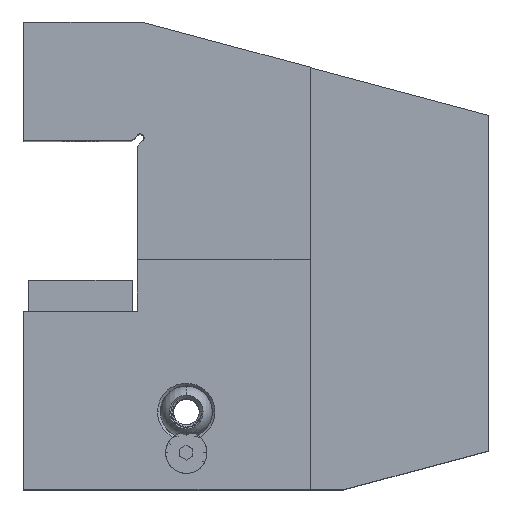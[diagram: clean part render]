
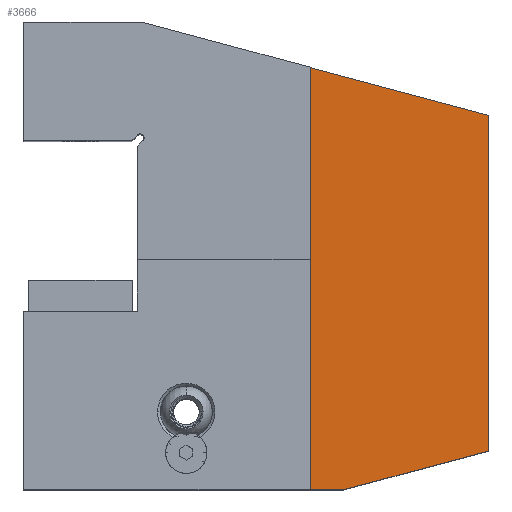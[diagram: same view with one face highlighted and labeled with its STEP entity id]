
A CAD part, top view. The second image highlights one B-rep face of the part: STEP entity #3666.
In plain terms, the highlighted planar face has unit normal (0, 0, 1).
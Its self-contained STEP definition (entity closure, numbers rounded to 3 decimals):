
#3666 = ADVANCED_FACE ( 'NONE', ( #47233 ), #49722, .T. ) ;
#3734 = EDGE_CURVE ( 'NONE', #59007, #58987, #47369, .T. ) ;
#3780 = EDGE_CURVE ( 'NONE', #59010, #58995, #46585, .T. ) ;
#3799 = EDGE_CURVE ( 'NONE', #58987, #59010, #46618, .T. ) ;
#3809 = EDGE_CURVE ( 'NONE', #58995, #58962, #46635, .T. ) ;
#3886 = EDGE_CURVE ( 'NONE', #58962, #59007, #46715, .T. ) ;
#13005 = CARTESIAN_POINT ( 'NONE',  ( 42.5, -35., 93. ) ) ;
#13013 = DIRECTION ( 'NONE',  ( -0.966, -0.259, 0. ) ) ;
#13063 = DIRECTION ( 'NONE',  ( 0., -1., 0. ) ) ;
#13080 = CARTESIAN_POINT ( 'NONE',  ( 42.5, 0., 93. ) ) ;
#13162 = CARTESIAN_POINT ( 'NONE',  ( -47.5, -42.5, 93. ) ) ;
#13200 = DIRECTION ( 'NONE',  ( -1., 0., 0. ) ) ;
#15975 = DIRECTION ( 'NONE',  ( 0., 1., 0. ) ) ;
#15982 = CARTESIAN_POINT ( 'NONE',  ( 8., 63.071, 93. ) ) ;
#43262 = AXIS2_PLACEMENT_3D ( 'NONE', #49676, #49685, #49693 ) ;
#46583 = VECTOR ( 'NONE', #13013, 1000. ) ;
#46585 = LINE ( 'NONE', #13005, #46583 ) ;
#46604 = VECTOR ( 'NONE', #13063, 1000. ) ;
#46618 = LINE ( 'NONE', #13080, #46604 ) ;
#46620 = VECTOR ( 'NONE', #13200, 1000. ) ;
#46635 = LINE ( 'NONE', #13162, #46620 ) ;
#46715 = LINE ( 'NONE', #15982, #46741 ) ;
#46741 = VECTOR ( 'NONE', #15975, 1000. ) ;
#47233 = FACE_OUTER_BOUND ( 'NONE', #59892, .T. ) ;
#47367 = VECTOR ( 'NONE', #49916, 1000. ) ;
#47369 = LINE ( 'NONE', #49919, #47367 ) ;
#49676 = CARTESIAN_POINT ( 'NONE',  ( 0., 22.15, 93. ) ) ;
#49685 = DIRECTION ( 'NONE',  ( 0., 0., 1. ) ) ;
#49693 = DIRECTION ( 'NONE',  ( 1., 0., 0. ) ) ;
#49722 = PLANE ( 'NONE',  #43262 ) ;
#49916 = DIRECTION ( 'NONE',  ( 0.966, -0.259, 0. ) ) ;
#49919 = CARTESIAN_POINT ( 'NONE',  ( 42.5, 30., 93. ) ) ;
#54441 = ORIENTED_EDGE ( 'NONE', *, *, #3780, .F. ) ;
#54452 = ORIENTED_EDGE ( 'NONE', *, *, #3799, .F. ) ;
#54460 = ORIENTED_EDGE ( 'NONE', *, *, #3886, .F. ) ;
#54466 = ORIENTED_EDGE ( 'NONE', *, *, #3734, .F. ) ;
#54469 = ORIENTED_EDGE ( 'NONE', *, *, #3809, .F. ) ;
#58962 = VERTEX_POINT ( 'NONE', #65567 ) ;
#58987 = VERTEX_POINT ( 'NONE', #65611 ) ;
#58995 = VERTEX_POINT ( 'NONE', #65656 ) ;
#59007 = VERTEX_POINT ( 'NONE', #65635 ) ;
#59010 = VERTEX_POINT ( 'NONE', #65681 ) ;
#59892 = EDGE_LOOP ( 'NONE', ( #54460, #54469, #54441, #54452, #54466 ) ) ;
#65567 = CARTESIAN_POINT ( 'NONE',  ( 8., -42.5, 93. ) ) ;
#65611 = CARTESIAN_POINT ( 'NONE',  ( 42.5, 30., 93. ) ) ;
#65635 = CARTESIAN_POINT ( 'NONE',  ( 8., 39.244, 93. ) ) ;
#65656 = CARTESIAN_POINT ( 'NONE',  ( 14.51, -42.5, 93. ) ) ;
#65681 = CARTESIAN_POINT ( 'NONE',  ( 42.5, -35., 93. ) ) ;
